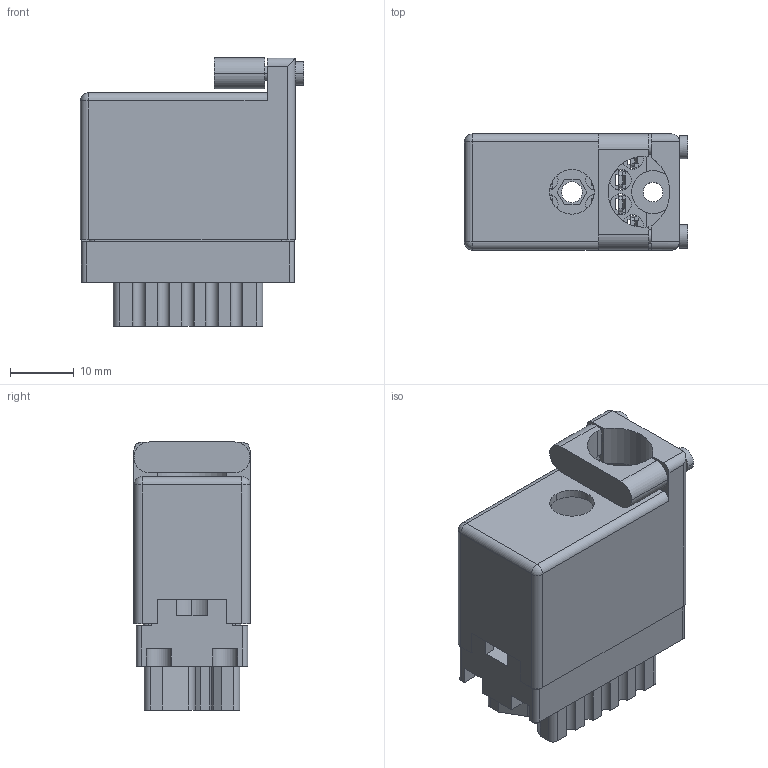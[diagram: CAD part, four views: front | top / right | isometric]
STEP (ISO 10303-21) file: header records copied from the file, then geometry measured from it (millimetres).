
FILE_DESCRIPTION (( 'STEP AP203' ), '1' );
FILE_NAME ('516-020-500-460.STEP', '2020-03-04T18:05:52', ( '' ), ( '' ), 'SwSTEP 2.0', 'SolidWorks 2016', '' );
FILE_SCHEMA (( 'CONFIG_CONTROL_DESIGN' ));
Length unit declared in the file: inch
Products named in the file (4): 516-020-500-460; 516 Part Receptacle_020; 516-230-001_Metal - 020 Top Entry; 516-292-001_500 Contact
Assembly tree (22 placements, depth 2):
  516-020-500-460
    516 Part Receptacle_020
    516-292-001_500 Contact  x20
    516-230-001_Metal - 020 Top Entry
Bounding box: 34.92 x 18.16 x 41.96 mm (x, y, z)
Volume: 9598.2 mm3; surface area: 17902.1 mm2
Topology: 22 solids, 22 shells, 2195 faces, 6372 edges, 4228 vertices
Faces by surface type: plane 1308, cylinder 763, bspline 120, cone 2, sphere 2
Entity records: 26237 total; most frequent: CARTESIAN_POINT 4743, ORIENTED_EDGE 4380, DIRECTION 4266, EDGE_CURVE 2190, LINE 1574, VECTOR 1574, VERTEX_POINT 1454, AXIS2_PLACEMENT_3D 1346
